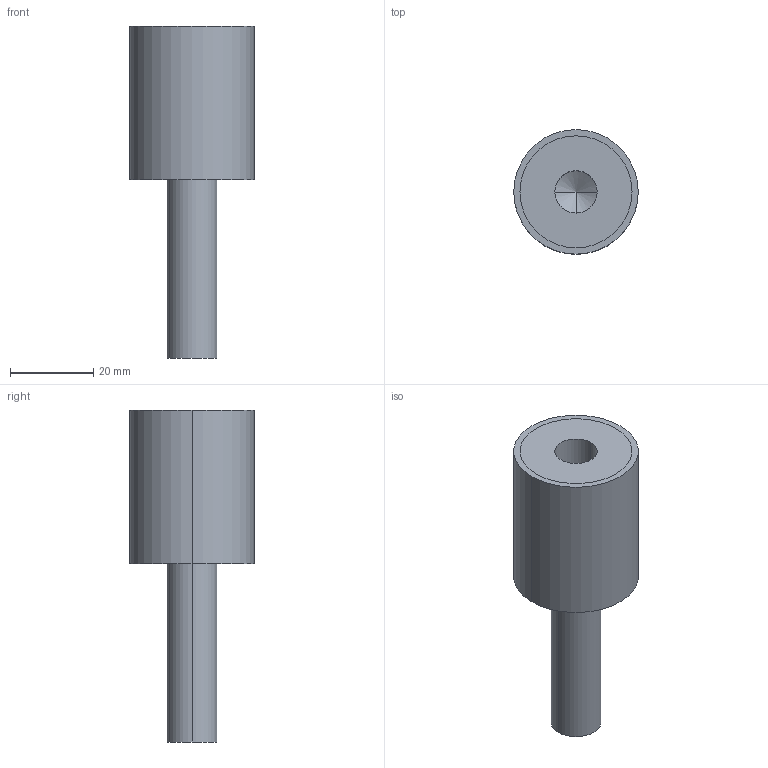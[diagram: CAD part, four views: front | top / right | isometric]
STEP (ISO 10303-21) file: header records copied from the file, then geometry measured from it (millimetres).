
FILE_DESCRIPTION (( 'STEP AP214' ), '1' );
FILE_NAME ('ANTIV45.STEP', '2024-11-05T13:44:29', ( '' ), ( '' ), 'SwSTEP 2.0', 'SolidWorks 2021', '' );
FILE_SCHEMA (( 'AUTOMOTIVE_DESIGN' ));
Length unit declared in the file: inch
Products named in the file (1): ANTIV45
Bounding box: 30 x 30 x 80 mm (x, y, z)
Volume: 29299.2 mm3; surface area: 13453.3 mm2
Topology: 2 solids, 2 shells, 18 faces, 37 edges, 22 vertices
Faces by surface type: cylinder 10, plane 5, cone 3
Entity records: 518 total; most frequent: DIRECTION 93, CARTESIAN_POINT 75, ORIENTED_EDGE 68, AXIS2_PLACEMENT_3D 40, EDGE_CURVE 34, VERTEX_POINT 22, EDGE_LOOP 22, CIRCLE 21
